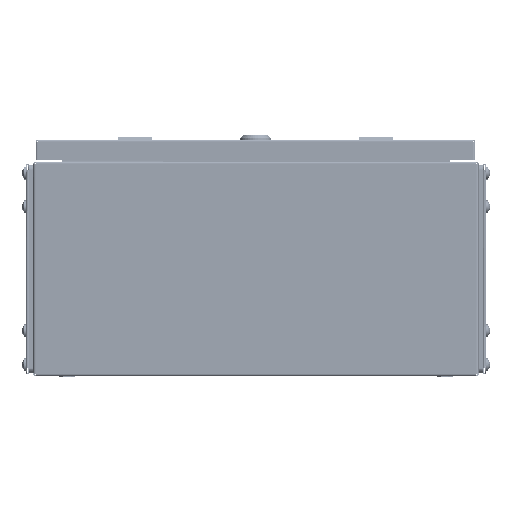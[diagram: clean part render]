
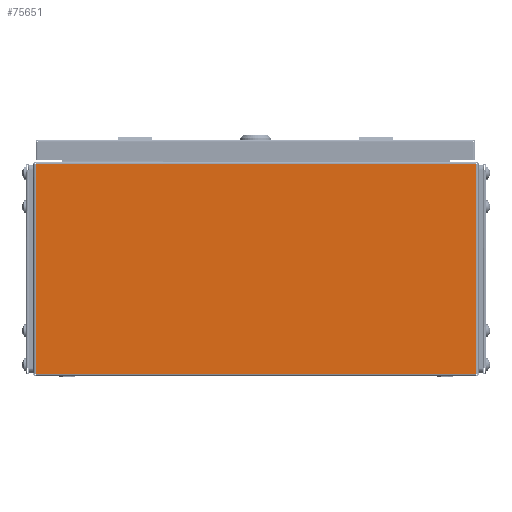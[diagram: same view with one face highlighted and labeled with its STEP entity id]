
A CAD part, left-side view. The second image highlights one B-rep face of the part: STEP entity #75651.
In plain terms, the highlighted planar face has unit normal (-1, 0, 0).
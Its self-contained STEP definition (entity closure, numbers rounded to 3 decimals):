
#1267 = AXIS2_PLACEMENT_3D ( 'NONE', #55939, #43022, #62802 ) ;
#4702 = CARTESIAN_POINT ( 'NONE',  ( -150., 195.5, 187.5 ) ) ;
#5199 = DIRECTION ( 'NONE',  ( 0., 0., 1. ) ) ;
#6610 = ORIENTED_EDGE ( 'NONE', *, *, #49051, .F. ) ;
#7021 = DIRECTION ( 'NONE',  ( 0., 1., 0. ) ) ;
#8085 = VERTEX_POINT ( 'NONE', #8533 ) ;
#8533 = CARTESIAN_POINT ( 'NONE',  ( -150., -195.5, 187.5 ) ) ;
#10112 = VERTEX_POINT ( 'NONE', #4702 ) ;
#10904 = DIRECTION ( 'NONE',  ( 0., 0., -1. ) ) ;
#15047 = FACE_OUTER_BOUND ( 'NONE', #76009, .T. ) ;
#15280 = VERTEX_POINT ( 'NONE', #20929 ) ;
#20929 = CARTESIAN_POINT ( 'NONE',  ( -150., -195.5, 1. ) ) ;
#25669 = ORIENTED_EDGE ( 'NONE', *, *, #66828, .T. ) ;
#25832 = LINE ( 'NONE', #78357, #45947 ) ;
#29895 = VECTOR ( 'NONE', #10904, 1000. ) ;
#30410 = DIRECTION ( 'NONE',  ( 0., 1., 0. ) ) ;
#30543 = VERTEX_POINT ( 'NONE', #43440 ) ;
#32993 = VECTOR ( 'NONE', #7021, 1000. ) ;
#36292 = VECTOR ( 'NONE', #30410, 1000. ) ;
#36501 = EDGE_CURVE ( 'NONE', #15280, #8085, #25832, .T. ) ;
#37304 = LINE ( 'NONE', #69980, #36292 ) ;
#38644 = ORIENTED_EDGE ( 'NONE', *, *, #75253, .T. ) ;
#43022 = DIRECTION ( 'NONE',  ( 1., 0., 0. ) ) ;
#43440 = CARTESIAN_POINT ( 'NONE',  ( -150., 195.5, 1. ) ) ;
#45947 = VECTOR ( 'NONE', #5199, 1000. ) ;
#49051 = EDGE_CURVE ( 'NONE', #15280, #30543, #79794, .T. ) ;
#49703 = LINE ( 'NONE', #55718, #29895 ) ;
#52124 = ORIENTED_EDGE ( 'NONE', *, *, #36501, .T. ) ;
#55718 = CARTESIAN_POINT ( 'NONE',  ( -150., 195.5, 0. ) ) ;
#55939 = CARTESIAN_POINT ( 'NONE',  ( -150., 0., 0. ) ) ;
#62802 = DIRECTION ( 'NONE',  ( 0., 0., -1. ) ) ;
#66828 = EDGE_CURVE ( 'NONE', #8085, #10112, #37304, .T. ) ;
#69980 = CARTESIAN_POINT ( 'NONE',  ( -150., -195.5, 187.5 ) ) ;
#73755 = CARTESIAN_POINT ( 'NONE',  ( -150., 195.5, 1. ) ) ;
#74454 = PLANE ( 'NONE',  #1267 ) ;
#75253 = EDGE_CURVE ( 'NONE', #10112, #30543, #49703, .T. ) ;
#75651 = ADVANCED_FACE ( 'NONE', ( #15047 ), #74454, .F. ) ;
#76009 = EDGE_LOOP ( 'NONE', ( #25669, #38644, #6610, #52124 ) ) ;
#78357 = CARTESIAN_POINT ( 'NONE',  ( -150., -195.5, 0. ) ) ;
#79794 = LINE ( 'NONE', #73755, #32993 ) ;
